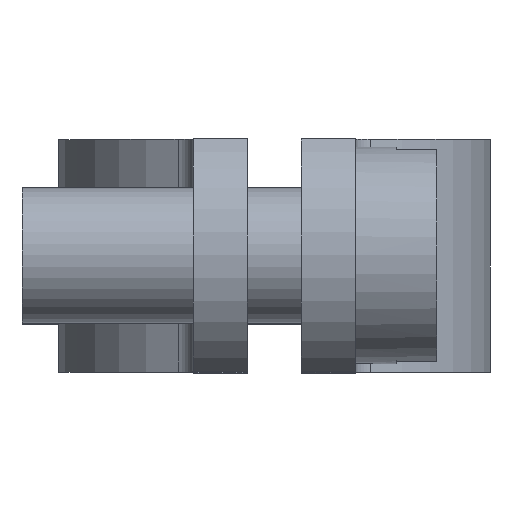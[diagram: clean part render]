
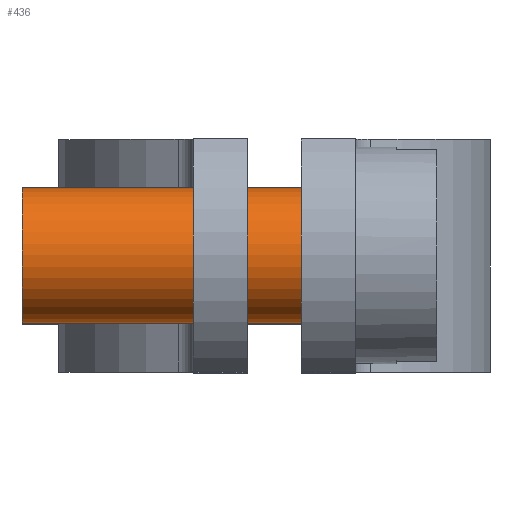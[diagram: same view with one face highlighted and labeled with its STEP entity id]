
A CAD part, top view. The second image highlights one B-rep face of the part: STEP entity #436.
In plain terms, the highlighted cylindrical face has radius 1.25 mm (diameter 2.5 mm), a partial arc.
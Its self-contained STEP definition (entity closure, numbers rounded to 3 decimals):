
#67 = EDGE_CURVE ( 'NONE', #2824, #1531, #2063, .T. ) ;
#140 = ORIENTED_EDGE ( 'NONE', *, *, #67, .T. ) ;
#436 = ADVANCED_FACE ( 'NONE', ( #1348 ), #3038, .T. ) ;
#496 = CIRCLE ( 'NONE', #1277, 1.25 ) ;
#530 = DIRECTION ( 'NONE',  ( -1., 0., 0. ) ) ;
#655 = VECTOR ( 'NONE', #2482, 1000. ) ;
#693 = DIRECTION ( 'NONE',  ( 1., 0., 0. ) ) ;
#716 = DIRECTION ( 'NONE',  ( -1., 0., 0. ) ) ;
#877 = ORIENTED_EDGE ( 'NONE', *, *, #3204, .F. ) ;
#1123 = CARTESIAN_POINT ( 'NONE',  ( 112.902, 477.648, 94.713 ) ) ;
#1148 = CARTESIAN_POINT ( 'NONE',  ( 119.063, 480.148, 94.713 ) ) ;
#1200 = CARTESIAN_POINT ( 'NONE',  ( 119.063, 477.648, 94.713 ) ) ;
#1227 = CARTESIAN_POINT ( 'NONE',  ( 116.174, 478.898, 94.713 ) ) ;
#1236 = ORIENTED_EDGE ( 'NONE', *, *, #3167, .T. ) ;
#1277 = AXIS2_PLACEMENT_3D ( 'NONE', #2060, #530, #2313 ) ;
#1348 = FACE_OUTER_BOUND ( 'NONE', #2815, .T. ) ;
#1390 = VECTOR ( 'NONE', #1760, 1000. ) ;
#1470 = CARTESIAN_POINT ( 'NONE',  ( 112.902, 480.148, 94.713 ) ) ;
#1502 = DIRECTION ( 'NONE',  ( 0., 1., 0. ) ) ;
#1531 = VERTEX_POINT ( 'NONE', #1200 ) ;
#1604 = VERTEX_POINT ( 'NONE', #1148 ) ;
#1760 = DIRECTION ( 'NONE',  ( 1., 0., 0. ) ) ;
#2014 = CARTESIAN_POINT ( 'NONE',  ( 116.174, 477.648, 94.713 ) ) ;
#2036 = ORIENTED_EDGE ( 'NONE', *, *, #2111, .F. ) ;
#2060 = CARTESIAN_POINT ( 'NONE',  ( 112.902, 478.898, 94.713 ) ) ;
#2063 = LINE ( 'NONE', #2014, #1390 ) ;
#2111 = EDGE_CURVE ( 'NONE', #3079, #1604, #2695, .T. ) ;
#2251 = CARTESIAN_POINT ( 'NONE',  ( 119.063, 478.898, 94.713 ) ) ;
#2313 = DIRECTION ( 'NONE',  ( 0., -1., 0. ) ) ;
#2456 = CARTESIAN_POINT ( 'NONE',  ( 116.174, 480.148, 94.713 ) ) ;
#2482 = DIRECTION ( 'NONE',  ( 1., 0., 0. ) ) ;
#2499 = DIRECTION ( 'NONE',  ( 0., 1., 0. ) ) ;
#2536 = AXIS2_PLACEMENT_3D ( 'NONE', #2251, #716, #2499 ) ;
#2695 = LINE ( 'NONE', #2456, #655 ) ;
#2731 = AXIS2_PLACEMENT_3D ( 'NONE', #1227, #693, #1502 ) ;
#2815 = EDGE_LOOP ( 'NONE', ( #877, #140, #1236, #2036 ) ) ;
#2824 = VERTEX_POINT ( 'NONE', #1123 ) ;
#3038 = CYLINDRICAL_SURFACE ( 'NONE', #2731, 1.25 ) ;
#3079 = VERTEX_POINT ( 'NONE', #1470 ) ;
#3167 = EDGE_CURVE ( 'NONE', #1531, #1604, #3210, .T. ) ;
#3204 = EDGE_CURVE ( 'NONE', #2824, #3079, #496, .T. ) ;
#3210 = CIRCLE ( 'NONE', #2536, 1.25 ) ;
